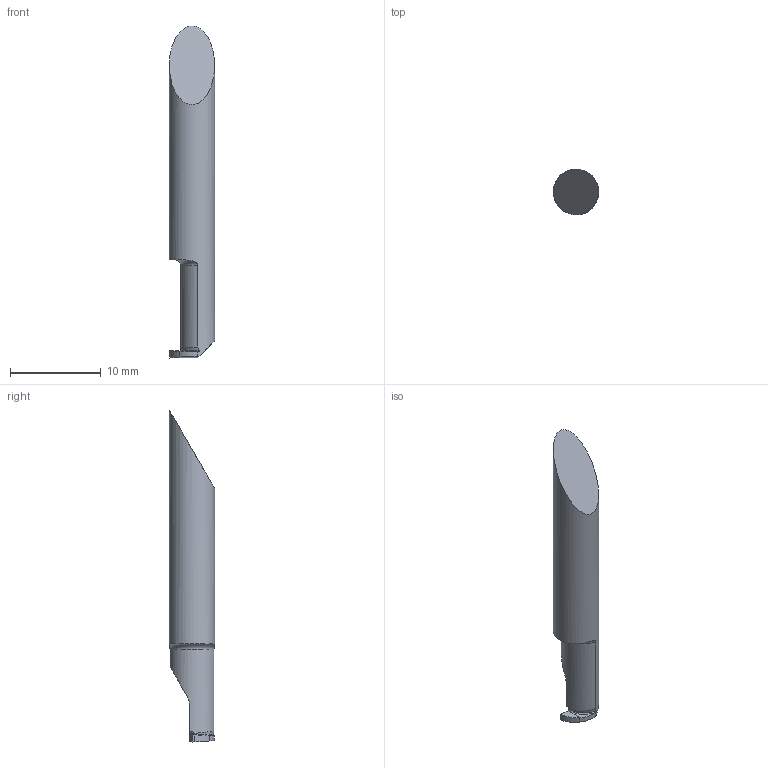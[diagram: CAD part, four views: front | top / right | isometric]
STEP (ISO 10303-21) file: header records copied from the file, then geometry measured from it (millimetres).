
FILE_DESCRIPTION(/* description */ (''),/* implementation_level */ '2;1');
FILE_NAME(/* name */ '1562842559796.stp',/* time_stamp */ '2019-07-11T16:26:13+06:00',/* author */ (''),/* organization */ ('SMS'),/* preprocessor_version */ 'ST-DEVELOPER v15',/* originating_system */ 'SIEMENS PLM Software NX 8.5',/* authorisation */ '');
FILE_SCHEMA (('AUTOMOTIVE_DESIGN { 1 0 10303 214 3 1 1 1 }'));
Length unit declared in the file: millimetre
Products named in the file (1): 202458734mod000_00
Bounding box: 5 x 5 x 36.58 mm (x, y, z)
Volume: 529.6 mm3; surface area: 521.5 mm2
Topology: 2 solids, 2 shells, 24 faces, 63 edges, 46 vertices
Faces by surface type: plane 11, cylinder 7, bspline 4, torus 2
Full cylindrical faces by diameter (mm): 5 x1
Entity records: 984 total; most frequent: CARTESIAN_POINT 405, ORIENTED_EDGE 122, DIRECTION 86, EDGE_CURVE 61, VERTEX_POINT 42, AXIS2_PLACEMENT_3D 32, EDGE_LOOP 25, ADVANCED_FACE 24
